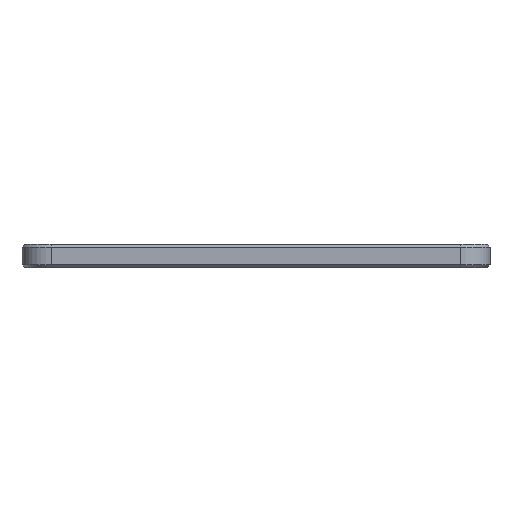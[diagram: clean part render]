
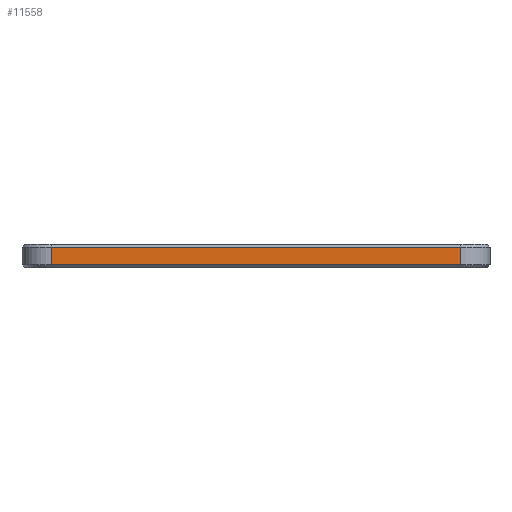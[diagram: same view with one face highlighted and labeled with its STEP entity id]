
A CAD part, front view. The second image highlights one B-rep face of the part: STEP entity #11558.
In plain terms, the highlighted planar face has unit normal (0, -1, 0).
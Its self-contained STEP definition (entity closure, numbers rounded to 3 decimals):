
#1080=FACE_OUTER_BOUND('',#1773,.T.);
#1773=EDGE_LOOP('',(#10549,#10550,#10551,#10552));
#3426=LINE('',#22451,#4449);
#3431=LINE('',#22461,#4454);
#3432=LINE('',#22465,#4455);
#3433=LINE('',#22466,#4456);
#4449=VECTOR('',#13597,10.);
#4454=VECTOR('',#13606,10.);
#4455=VECTOR('',#13611,10.);
#4456=VECTOR('',#13612,10.);
#5570=VERTEX_POINT('',#22409);
#5583=VERTEX_POINT('',#22446);
#5586=VERTEX_POINT('',#22460);
#5587=VERTEX_POINT('',#22464);
#7247=EDGE_CURVE('',#5570,#5583,#3426,.T.);
#7252=EDGE_CURVE('',#5583,#5586,#3431,.T.);
#7254=EDGE_CURVE('',#5587,#5570,#3432,.T.);
#7255=EDGE_CURVE('',#5586,#5587,#3433,.T.);
#10549=ORIENTED_EDGE('',*,*,#7247,.F.);
#10550=ORIENTED_EDGE('',*,*,#7254,.F.);
#10551=ORIENTED_EDGE('',*,*,#7255,.F.);
#10552=ORIENTED_EDGE('',*,*,#7252,.F.);
#10949=PLANE('',#11928);
#11558=ADVANCED_FACE('',(#1080),#10949,.T.);
#11928=AXIS2_PLACEMENT_3D('',#22463,#13609,#13610);
#13597=DIRECTION('',(-1.,0.,0.));
#13606=DIRECTION('',(0.,0.,1.));
#13609=DIRECTION('center_axis',(0.,-1.,0.));
#13610=DIRECTION('ref_axis',(1.,0.,0.));
#13611=DIRECTION('',(0.,0.,-1.));
#13612=DIRECTION('',(1.,0.,0.));
#22409=CARTESIAN_POINT('',(75.,0.,0.5));
#22446=CARTESIAN_POINT('',(5.,0.,0.5));
#22451=CARTESIAN_POINT('',(20.,0.,0.5));
#22460=CARTESIAN_POINT('',(5.,0.,3.5));
#22461=CARTESIAN_POINT('',(5.,0.,0.));
#22463=CARTESIAN_POINT('Origin',(0.,0.,0.));
#22464=CARTESIAN_POINT('',(75.,0.,3.5));
#22465=CARTESIAN_POINT('',(75.,0.,0.));
#22466=CARTESIAN_POINT('',(20.,0.,3.5));
